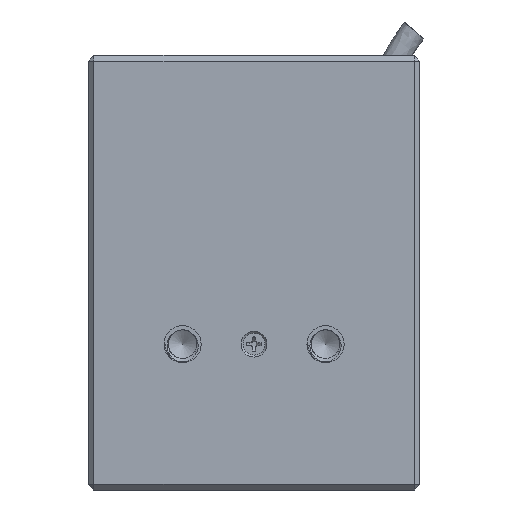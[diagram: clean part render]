
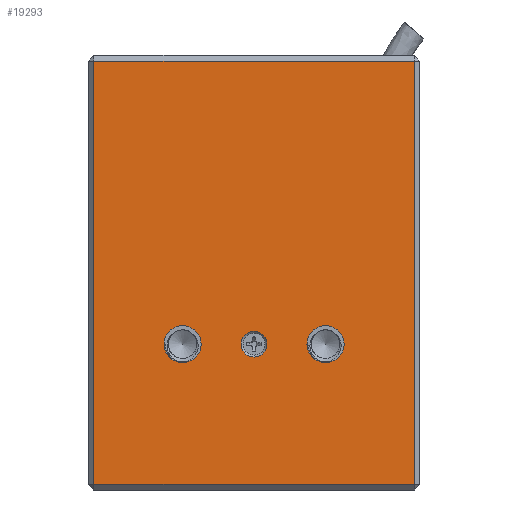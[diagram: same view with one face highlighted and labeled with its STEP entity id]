
A CAD part, left-side view. The second image highlights one B-rep face of the part: STEP entity #19293.
In plain terms, the highlighted planar face has unit normal (-1, 0, 0).
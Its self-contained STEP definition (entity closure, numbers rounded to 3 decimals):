
#527=FACE_BOUND('',#4197,.T.);
#528=FACE_BOUND('',#4198,.T.);
#529=FACE_BOUND('',#4199,.T.);
#1854=PLANE('',#20428);
#3047=FACE_OUTER_BOUND('',#4196,.T.);
#4196=EDGE_LOOP('',(#17572,#17573,#17574,#17575));
#4197=EDGE_LOOP('',(#17576));
#4198=EDGE_LOOP('',(#17577));
#4199=EDGE_LOOP('',(#17578,#17579));
#5792=LINE('',#41473,#7418);
#5793=LINE('',#41475,#7419);
#5794=LINE('',#41477,#7420);
#5795=LINE('',#41478,#7421);
#7418=VECTOR('',#23843,10.);
#7419=VECTOR('',#23844,10.);
#7420=VECTOR('',#23845,10.);
#7421=VECTOR('',#23846,10.);
#7853=CIRCLE('',#20429,3.25);
#7854=CIRCLE('',#20430,3.25);
#7855=CIRCLE('',#20431,2.25);
#7856=CIRCLE('',#20432,2.25);
#9585=VERTEX_POINT('',#41471);
#9586=VERTEX_POINT('',#41472);
#9587=VERTEX_POINT('',#41474);
#9588=VERTEX_POINT('',#41476);
#9589=VERTEX_POINT('',#41479);
#9590=VERTEX_POINT('',#41481);
#9591=VERTEX_POINT('',#41483);
#9592=VERTEX_POINT('',#41484);
#12288=EDGE_CURVE('',#9585,#9586,#5792,.T.);
#12289=EDGE_CURVE('',#9587,#9585,#5793,.T.);
#12290=EDGE_CURVE('',#9588,#9587,#5794,.T.);
#12291=EDGE_CURVE('',#9586,#9588,#5795,.T.);
#12292=EDGE_CURVE('',#9589,#9589,#7853,.T.);
#12293=EDGE_CURVE('',#9590,#9590,#7854,.T.);
#12294=EDGE_CURVE('',#9591,#9592,#7855,.T.);
#12295=EDGE_CURVE('',#9592,#9591,#7856,.T.);
#17572=ORIENTED_EDGE('',*,*,#12288,.F.);
#17573=ORIENTED_EDGE('',*,*,#12289,.F.);
#17574=ORIENTED_EDGE('',*,*,#12290,.F.);
#17575=ORIENTED_EDGE('',*,*,#12291,.F.);
#17576=ORIENTED_EDGE('',*,*,#12292,.T.);
#17577=ORIENTED_EDGE('',*,*,#12293,.T.);
#17578=ORIENTED_EDGE('',*,*,#12294,.T.);
#17579=ORIENTED_EDGE('',*,*,#12295,.T.);
#19293=ADVANCED_FACE('',(#3047,#527,#528,#529),#1854,.T.);
#20428=AXIS2_PLACEMENT_3D('',#41470,#23841,#23842);
#20429=AXIS2_PLACEMENT_3D('',#41480,#23847,#23848);
#20430=AXIS2_PLACEMENT_3D('',#41482,#23849,#23850);
#20431=AXIS2_PLACEMENT_3D('',#41485,#23851,#23852);
#20432=AXIS2_PLACEMENT_3D('',#41486,#23853,#23854);
#23841=DIRECTION('center_axis',(-1.,0.,0.));
#23842=DIRECTION('ref_axis',(0.,-1.,0.));
#23843=DIRECTION('',(0.,0.,-1.));
#23844=DIRECTION('',(0.,-1.,0.));
#23845=DIRECTION('',(0.,0.,1.));
#23846=DIRECTION('',(0.,1.,0.));
#23847=DIRECTION('center_axis',(1.,0.,0.));
#23848=DIRECTION('ref_axis',(0.,0.,
1.));
#23849=DIRECTION('center_axis',(1.,0.,0.));
#23850=DIRECTION('ref_axis',(0.,0.,
1.));
#23851=DIRECTION('center_axis',(1.,0.,0.));
#23852=DIRECTION('ref_axis',(0.,0.,
1.));
#23853=DIRECTION('center_axis',(1.,0.,0.));
#23854=DIRECTION('ref_axis',(0.,0.,
1.));
#41470=CARTESIAN_POINT('Origin',(0.,55.145,12.646));
#41471=CARTESIAN_POINT('',(0.,1.145,87.646));
#41472=CARTESIAN_POINT('',(0.,1.145,13.646));
#41473=CARTESIAN_POINT('',(0.,1.145,12.646));
#41474=CARTESIAN_POINT('',(0.,57.145,87.646));
#41475=CARTESIAN_POINT('',(0.,43.645,87.646));
#41476=CARTESIAN_POINT('',(0.,57.145,13.646));
#41477=CARTESIAN_POINT('',(0.,57.145,42.146));
#41478=CARTESIAN_POINT('',(0.,42.145,13.646));
#41479=CARTESIAN_POINT('',(0.,16.645,34.896));
#41480=CARTESIAN_POINT('Origin',(0.,16.645,
38.146));
#41481=CARTESIAN_POINT('',(0.,41.645,34.896));
#41482=CARTESIAN_POINT('Origin',(0.,41.645,
38.146));
#41483=CARTESIAN_POINT('',(0.,29.145,40.396));
#41484=CARTESIAN_POINT('',(0.,29.145,35.896));
#41485=CARTESIAN_POINT('Origin',(0.,29.145,38.146));
#41486=CARTESIAN_POINT('Origin',(0.,29.145,38.146));
